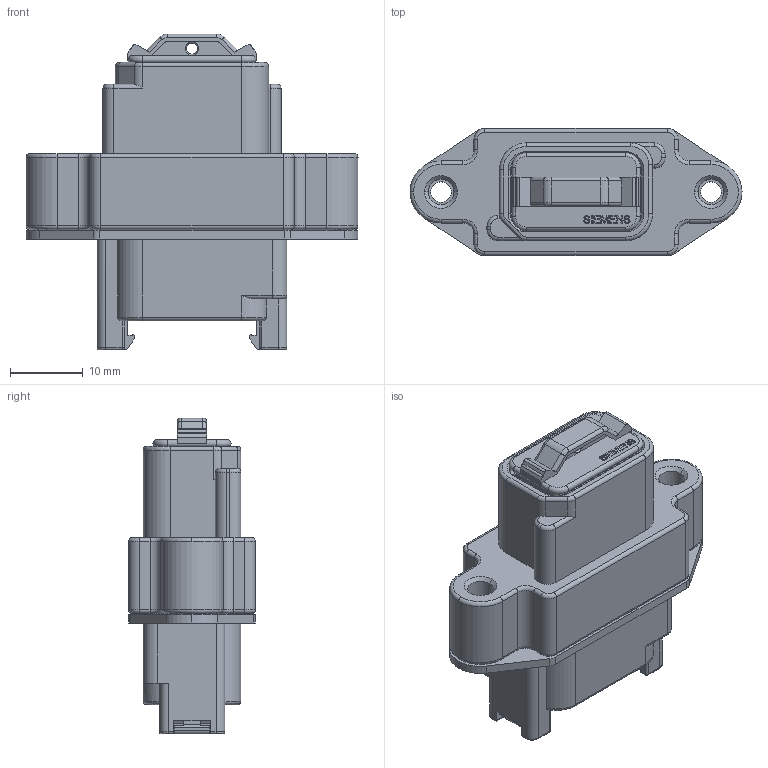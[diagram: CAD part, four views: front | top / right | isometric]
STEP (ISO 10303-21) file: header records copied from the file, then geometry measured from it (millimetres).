
FILE_DESCRIPTION(('STEP AP214'),'1');
FILE_NAME('cctmp_4CF9D8D6-9C55-40E5-8D10-F17BF2658D88_2023_07_21_14_47_23_0891..stp','2023-07-21T12:47:25',('SIEMENS A&D'),('CADClick - www.CADClick.com'),'Spatial InterOp 3D postprocessed',' ','unknown authorization');
FILE_SCHEMA(('AUTOMOTIVE_DESIGN'));
Length unit declared in the file: millimetre
Products named in the file (3): cc_unnamed; 2023_07_21_14_47_23_0844; 2023_07_21_14_47_23_0813
Assembly tree (2 placements, depth 2):
  cc_unnamed
    2023_07_21_14_47_23_0844
    2023_07_21_14_47_23_0813
Bounding box: 45.5 x 17.4 x 43.3 mm (x, y, z)
Volume: 11935.4 mm3; surface area: 7371 mm2
Topology: 2 solids, 5 shells, 595 faces, 1581 edges, 988 vertices
Faces by surface type: plane 299, cylinder 172, bspline 49, torus 44, cone 30, sphere 1
Full cylindrical faces by diameter (mm): 3.5 x2
Entity records: 22977 total; most frequent: CARTESIAN_POINT 6469, ORIENTED_EDGE 3150, DIRECTION 2938, EDGE_CURVE 1575, LINE 1032, VECTOR 1032, VERTEX_POINT 1004, AXIS2_PLACEMENT_3D 953
